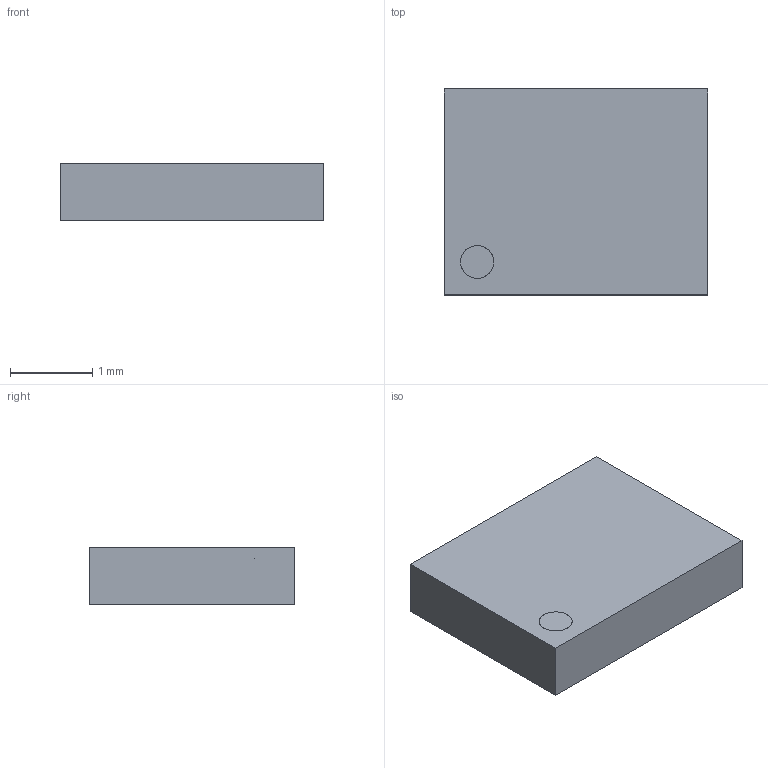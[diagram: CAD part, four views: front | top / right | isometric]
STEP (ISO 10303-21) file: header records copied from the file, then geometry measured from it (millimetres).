
FILE_DESCRIPTION(('FreeCAD Model'),'2;1');
FILE_NAME('Oscillator_SMD_EuroQuartz_XO32-4Pin_3.2x2.5mm.step', '2020-05-07T10:41:35',(''),(''),'Open CASCADE STEP processor 7.3', 'FreeCAD','Unknown');
FILE_SCHEMA(('AUTOMOTIVE_DESIGN { 1 0 10303 214 1 1 1 1 }'));
Length unit declared in the file: millimetre
Products named in the file (2): prism; cube
Bounding box: 3.2 x 2.5 x 0.7 mm (x, y, z)
Volume: 5.6 mm3; surface area: 24.5 mm2
Topology: 2 solids, 2 shells, 108 faces, 312 edges, 208 vertices
Faces by surface type: plane 108
Entity records: 8277 total; most frequent: CARTESIAN_POINT 1253, DIRECTION 1154, LINE 936, VECTOR 936, ORIENTED_EDGE 624, PCURVE 624, DEFINITIONAL_REPRESENTATION 624, EDGE_CURVE 312
